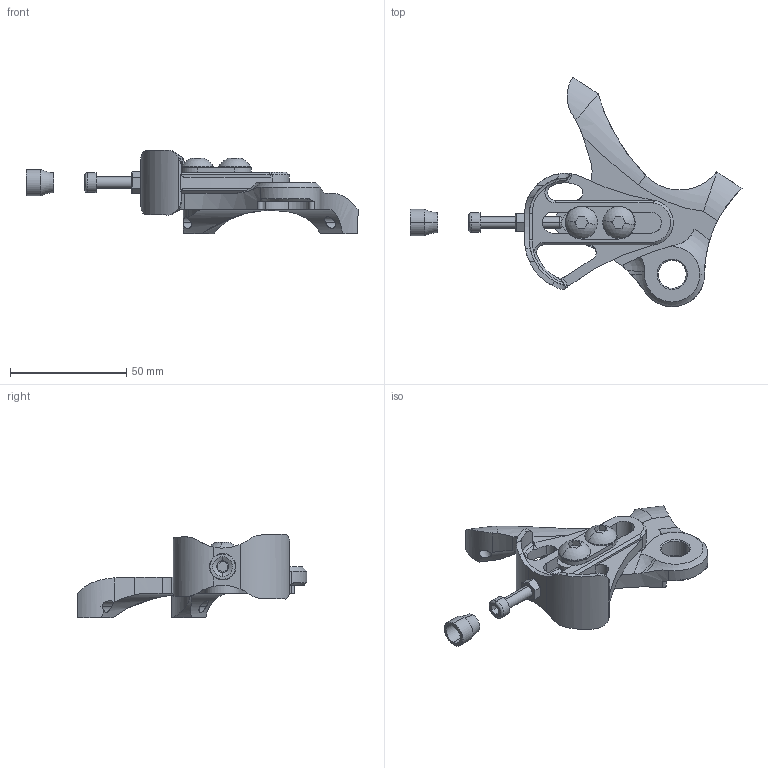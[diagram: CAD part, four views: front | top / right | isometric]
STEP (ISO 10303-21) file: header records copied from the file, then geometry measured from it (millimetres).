
FILE_DESCRIPTION (( 'STEP AP214' ), '1' );
FILE_NAME ('DR4050_Flanged.STEP', '2015-06-18T17:25:39', ( 'Accounting' ), ( 'Microsoft' ), 'SwSTEP 2.0', 'SolidWorks 2015', '' );
FILE_SCHEMA (( 'AUTOMOTIVE_DESIGN' ));
Length unit declared in the file: inch
Products named in the file (8): MS2012; MS1013; MS2013; DR4050; DR4050_Flanged; DS0001; MS5001; MS2016
Assembly tree (8 placements, depth 2):
  DR4050_Flanged
    DR4050
    MS1013
    MS2012  x2
    MS2013
    MS2016
    MS5001
    DS0001
Bounding box: 143.03 x 98.91 x 35.87 mm (x, y, z)
Volume: 42633.4 mm3; surface area: 23070.6 mm2
Topology: 8 solids, 8 shells, 300 faces, 775 edges, 489 vertices
Faces by surface type: cylinder 126, plane 80, cone 45, torus 27, bspline 17, sphere 5
Entity records: 11102 total; most frequent: CARTESIAN_POINT 4089, ORIENTED_EDGE 1474, DIRECTION 1297, EDGE_CURVE 737, AXIS2_PLACEMENT_3D 522, VERTEX_POINT 465, EDGE_LOOP 310, FACE_OUTER_BOUND 285
